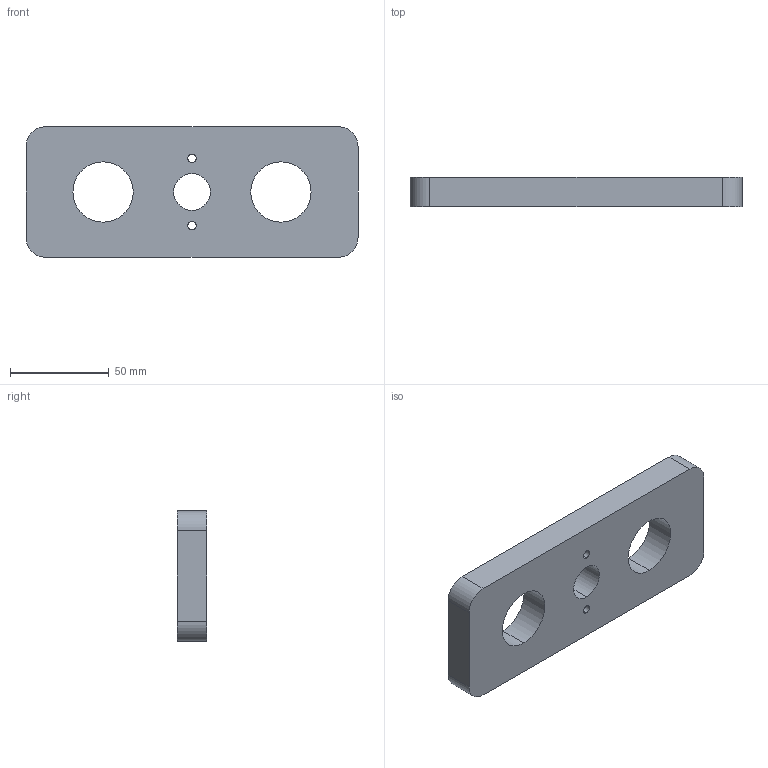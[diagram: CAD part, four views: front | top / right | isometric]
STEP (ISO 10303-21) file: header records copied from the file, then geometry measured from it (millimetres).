
FILE_DESCRIPTION (( 'STEP AP214' ), '1' );
FILE_NAME ('Flasque haute FIXE INOX.STEP', '2022-01-17T13:43:17', ( '' ), ( '' ), 'SwSTEP 2.0', 'SolidWorks 2014', '' );
FILE_SCHEMA (( 'AUTOMOTIVE_DESIGN' ));
Length unit declared in the file: millimetre
Products named in the file (1): Flasque haute FIXE INOX
Bounding box: 168 x 15 x 66 mm (x, y, z)
Volume: 138666.2 mm3; surface area: 29393.5 mm2
Topology: 1 solids, 1 shells, 20 faces, 54 edges, 36 vertices
Faces by surface type: cylinder 14, plane 6
Entity records: 700 total; most frequent: DIRECTION 124, CARTESIAN_POINT 111, ORIENTED_EDGE 108, EDGE_CURVE 54, AXIS2_PLACEMENT_3D 49, VERTEX_POINT 36, EDGE_LOOP 30, CIRCLE 28
